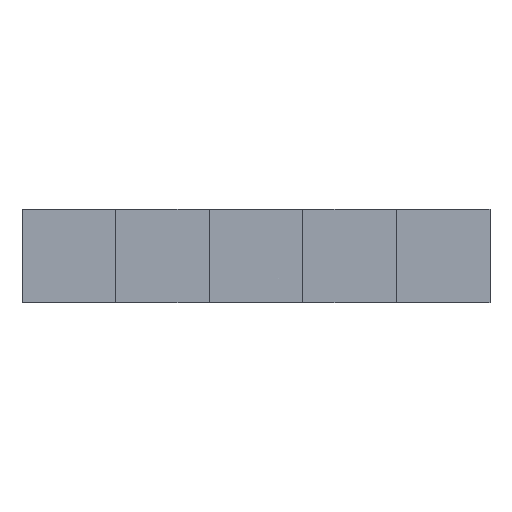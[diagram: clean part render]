
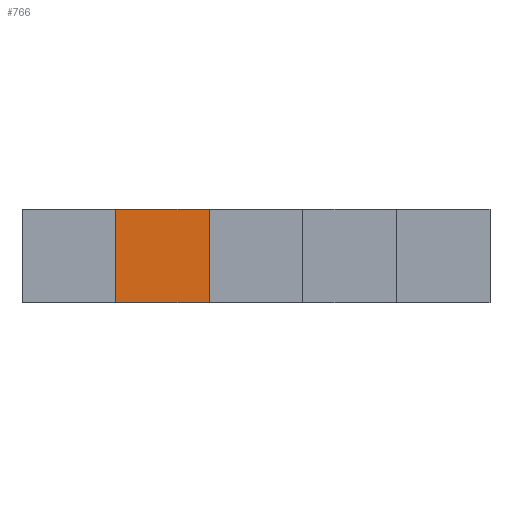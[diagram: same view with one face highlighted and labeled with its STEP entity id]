
A CAD part, front view. The second image highlights one B-rep face of the part: STEP entity #766.
In plain terms, the highlighted planar face has unit normal (0, -1, 0).
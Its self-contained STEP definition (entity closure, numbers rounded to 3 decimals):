
#7 = FACE_OUTER_BOUND ( 'NONE', #699, .T. ) ;
#16 = CARTESIAN_POINT ( 'NONE',  ( 4., 0., 4. ) ) ;
#62 = CARTESIAN_POINT ( 'NONE',  ( 0., 0., 0. ) ) ;
#67 = AXIS2_PLACEMENT_3D ( 'NONE', #287, #475, #489 ) ;
#141 = VERTEX_POINT ( 'NONE', #777 ) ;
#144 = ORIENTED_EDGE ( 'NONE', *, *, #577, .T. ) ;
#151 = VERTEX_POINT ( 'NONE', #321 ) ;
#198 = DIRECTION ( 'NONE',  ( 1., 0., 0. ) ) ;
#229 = CARTESIAN_POINT ( 'NONE',  ( 4., 0., 4. ) ) ;
#230 = EDGE_CURVE ( 'NONE', #413, #141, #707, .T. ) ;
#265 = DIRECTION ( 'NONE',  ( 0., 0., -1. ) ) ;
#287 = CARTESIAN_POINT ( 'NONE',  ( 0., 0., 4. ) ) ;
#304 = CARTESIAN_POINT ( 'NONE',  ( 0., 0., 0. ) ) ;
#321 = CARTESIAN_POINT ( 'NONE',  ( 0., 0., 4. ) ) ;
#324 = LINE ( 'NONE', #541, #581 ) ;
#413 = VERTEX_POINT ( 'NONE', #16 ) ;
#419 = VECTOR ( 'NONE', #570, 1000. ) ;
#436 = ORIENTED_EDGE ( 'NONE', *, *, #831, .T. ) ;
#439 = VECTOR ( 'NONE', #644, 1000. ) ;
#475 = DIRECTION ( 'NONE',  ( 0., 1., 0. ) ) ;
#489 = DIRECTION ( 'NONE',  ( 0., 0., 1. ) ) ;
#541 = CARTESIAN_POINT ( 'NONE',  ( 0., 0., 4. ) ) ;
#570 = DIRECTION ( 'NONE',  ( 1., 0., 0. ) ) ;
#577 = EDGE_CURVE ( 'NONE', #151, #605, #324, .T. ) ;
#581 = VECTOR ( 'NONE', #265, 1000. ) ;
#602 = LINE ( 'NONE', #864, #686 ) ;
#605 = VERTEX_POINT ( 'NONE', #62 ) ;
#644 = DIRECTION ( 'NONE',  ( 0., 0., -1. ) ) ;
#646 = LINE ( 'NONE', #304, #419 ) ;
#681 = EDGE_CURVE ( 'NONE', #151, #413, #602, .T. ) ;
#686 = VECTOR ( 'NONE', #198, 1000. ) ;
#699 = EDGE_LOOP ( 'NONE', ( #436, #754, #713, #144 ) ) ;
#707 = LINE ( 'NONE', #229, #439 ) ;
#713 = ORIENTED_EDGE ( 'NONE', *, *, #681, .F. ) ;
#754 = ORIENTED_EDGE ( 'NONE', *, *, #230, .F. ) ;
#766 = ADVANCED_FACE ( 'NONE', ( #7 ), #822, .F. ) ;
#777 = CARTESIAN_POINT ( 'NONE',  ( 4., 0., 0. ) ) ;
#822 = PLANE ( 'NONE',  #67 ) ;
#831 = EDGE_CURVE ( 'NONE', #605, #141, #646, .T. ) ;
#864 = CARTESIAN_POINT ( 'NONE',  ( 0., 0., 4. ) ) ;
